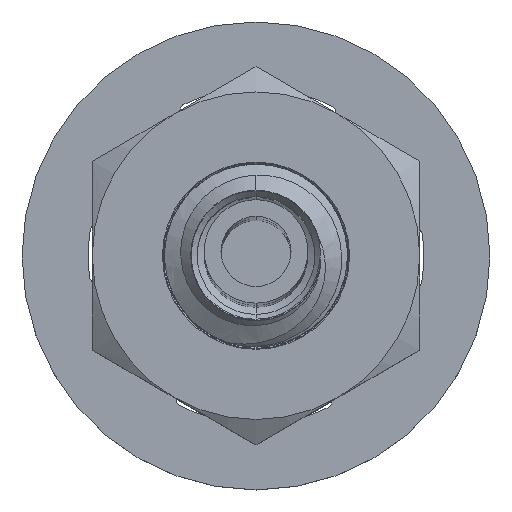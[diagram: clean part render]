
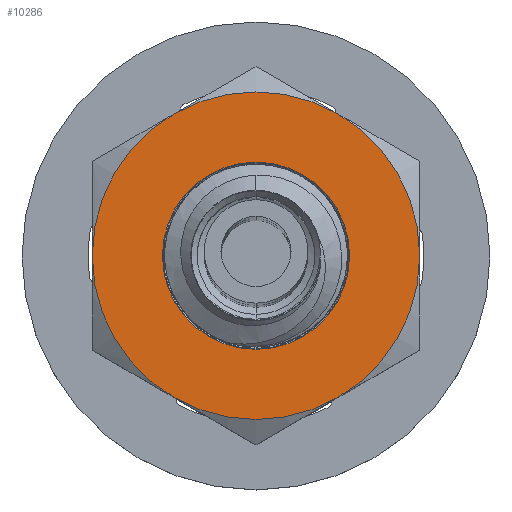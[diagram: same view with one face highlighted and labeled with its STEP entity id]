
A CAD part, top view. The second image highlights one B-rep face of the part: STEP entity #10286.
In plain terms, the highlighted planar face has unit normal (0, 0, 1).
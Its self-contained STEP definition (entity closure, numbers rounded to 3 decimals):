
#9481=CARTESIAN_POINT('',(0.,0.,0.));
#9482=DIRECTION('',(0.,0.,-1.));
#9483=DIRECTION('',(1.,0.,0.));
#9484=AXIS2_PLACEMENT_3D('',#9481,#9482,#9483);
#9486=CARTESIAN_POINT('',(0.,0.,0.));
#9487=DIRECTION('',(0.,0.,-1.));
#9488=DIRECTION('',(0.5,-0.866,0.));
#9489=AXIS2_PLACEMENT_3D('',#9486,#9487,#9488);
#9491=CARTESIAN_POINT('',(0.,0.,0.));
#9492=DIRECTION('',(0.,0.,-1.));
#9493=DIRECTION('',(-0.5,-0.866,0.));
#9494=AXIS2_PLACEMENT_3D('',#9491,#9492,#9493);
#9496=CARTESIAN_POINT('',(0.,0.,0.));
#9497=DIRECTION('',(0.,0.,-1.));
#9498=DIRECTION('',(-1.,0.,0.));
#9499=AXIS2_PLACEMENT_3D('',#9496,#9497,#9498);
#9501=CARTESIAN_POINT('',(0.,0.,0.));
#9502=DIRECTION('',(0.,0.,-1.));
#9503=DIRECTION('',(-0.5,0.866,0.));
#9504=AXIS2_PLACEMENT_3D('',#9501,#9502,#9503);
#9506=CARTESIAN_POINT('',(0.,0.,0.));
#9507=DIRECTION('',(0.,0.,-1.));
#9508=DIRECTION('',(0.5,0.866,0.));
#9509=AXIS2_PLACEMENT_3D('',#9506,#9507,#9508);
#9528=CARTESIAN_POINT('',(0.,0.,0.));
#9529=DIRECTION('',(0.,0.,-1.));
#9530=DIRECTION('',(-1.,0.,0.));
#9531=AXIS2_PLACEMENT_3D('',#9528,#9529,#9530);
#9537=CARTESIAN_POINT('',(0.,0.,0.));
#9538=DIRECTION('',(0.,0.,-1.));
#9539=DIRECTION('',(1.,0.,0.));
#9540=AXIS2_PLACEMENT_3D('',#9537,#9538,#9539);
#9951=CARTESIAN_POINT('',(3.5,0.,0.));
#9952=CARTESIAN_POINT('',(1.75,-3.031,0.));
#9953=VERTEX_POINT('',#9951);
#9954=VERTEX_POINT('',#9952);
#9955=CARTESIAN_POINT('',(-2.,0.,0.));
#9956=CARTESIAN_POINT('',(2.,0.,0.));
#9957=VERTEX_POINT('',#9955);
#9958=VERTEX_POINT('',#9956);
#9982=CARTESIAN_POINT('',(-1.75,-3.031,0.));
#9983=VERTEX_POINT('',#9982);
#9984=CARTESIAN_POINT('',(-3.5,0.,0.));
#9985=VERTEX_POINT('',#9984);
#9986=CARTESIAN_POINT('',(-1.75,3.031,0.));
#9987=CARTESIAN_POINT('',(1.75,3.031,0.));
#9988=VERTEX_POINT('',#9986);
#9989=VERTEX_POINT('',#9987);
#10262=CARTESIAN_POINT('',(-7.,0.,0.));
#10263=DIRECTION('',(0.,0.,1.));
#10264=DIRECTION('',(1.,0.,0.));
#10265=AXIS2_PLACEMENT_3D('',#10262,#10263,#10264);
#10266=PLANE('',#10265);
#10267=ORIENTED_EDGE('',*,*,#10257,.T.);
#10269=ORIENTED_EDGE('',*,*,#10268,.T.);
#10271=ORIENTED_EDGE('',*,*,#10270,.T.);
#10273=ORIENTED_EDGE('',*,*,#10272,.T.);
#10275=ORIENTED_EDGE('',*,*,#10274,.T.);
#10277=ORIENTED_EDGE('',*,*,#10276,.T.);
#10278=EDGE_LOOP('',(#10267,#10269,#10271,#10273,#10275,#10277));
#10279=FACE_OUTER_BOUND('',#10278,.F.);
#10281=ORIENTED_EDGE('',*,*,#10280,.F.);
#10283=ORIENTED_EDGE('',*,*,#10282,.F.);
#10284=EDGE_LOOP('',(#10281,#10283));
#10285=FACE_BOUND('',#10284,.F.);
#10286=ADVANCED_FACE('',(#10279,#10285),#10266,.T.);
#9485=CIRCLE('',#9484,3.5);
#9490=CIRCLE('',#9489,3.5);
#9495=CIRCLE('',#9494,3.5);
#9500=CIRCLE('',#9499,3.5);
#9505=CIRCLE('',#9504,3.5);
#9510=CIRCLE('',#9509,3.5);
#9532=CIRCLE('',#9531,2.);
#9541=CIRCLE('',#9540,2.);
#10257=EDGE_CURVE('',#9953,#9954,#9485,.T.);
#10268=EDGE_CURVE('',#9954,#9983,#9490,.T.);
#10270=EDGE_CURVE('',#9983,#9985,#9495,.T.);
#10272=EDGE_CURVE('',#9985,#9988,#9500,.T.);
#10274=EDGE_CURVE('',#9988,#9989,#9505,.T.);
#10276=EDGE_CURVE('',#9989,#9953,#9510,.T.);
#10280=EDGE_CURVE('',#9957,#9958,#9532,.T.);
#10282=EDGE_CURVE('',#9958,#9957,#9541,.T.);
